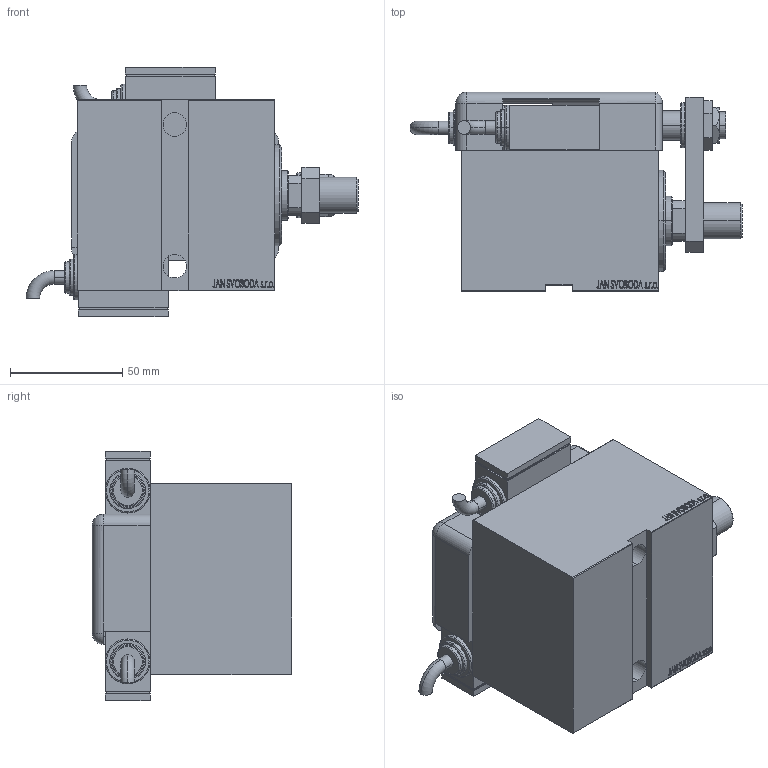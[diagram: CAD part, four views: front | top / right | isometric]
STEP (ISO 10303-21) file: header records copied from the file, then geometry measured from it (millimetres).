
FILE_DESCRIPTION (( 'STEP AP203' ), '1' );
FILE_NAME ('ba8e.STEP', '2025-12-11T10:35:08', ( '' ), ( '' ), 'SwSTEP 2.0', 'SolidWorks 2019', '' );
FILE_SCHEMA (( 'CONFIG_CONTROL_DESIGN' ));
Length unit declared in the file: millimetre
Products named in the file (14): MAGNETIC SWITCH Q 7f771e07d5a3bd49609522544356e75f; V450CM_E_VCP 7f771e07d5a3bd49609522544356e75f; V450CM_E_Body 7f771e07d5a3bd49609522544356e75f; SWITCH Q 7f771e07d5a3bd49609522544356e75f; SWITCH_Q_FRONT_BACK 7f771e07d5a3bd49609522544356e75f; NUT_D13 7f771e07d5a3bd49609522544356e75f; V450CM_MALE_METRIC 7f771e07d5a3bd49609522544356e75f; NUT_D19 7f771e07d5a3bd49609522544356e75f; TYC 7f771e07d5a3bd49609522544356e75f; SWITCH DIM A_G 7f771e07d5a3bd49609522544356e75f; ZARAZKA_Q 7f771e07d5a3bd49609522544356e75f; KRYT 7f771e07d5a3bd49609522544356e75f; V450CM_VC_B 7f771e07d5a3bd49609522544356e75f; ba8e
Assembly tree (14 placements, depth 3):
  ba8e
    V450CM_E_Body 7f771e07d5a3bd49609522544356e75f
    V450CM_E_VCP 7f771e07d5a3bd49609522544356e75f
    V450CM_VC_B 7f771e07d5a3bd49609522544356e75f
    V450CM_MALE_METRIC 7f771e07d5a3bd49609522544356e75f
    MAGNETIC SWITCH Q 7f771e07d5a3bd49609522544356e75f
      SWITCH_Q_FRONT_BACK 7f771e07d5a3bd49609522544356e75f
      TYC 7f771e07d5a3bd49609522544356e75f
      ZARAZKA_Q 7f771e07d5a3bd49609522544356e75f
      SWITCH DIM A_G 7f771e07d5a3bd49609522544356e75f
      NUT_D19 7f771e07d5a3bd49609522544356e75f
      NUT_D13 7f771e07d5a3bd49609522544356e75f
      KRYT 7f771e07d5a3bd49609522544356e75f
      SWITCH Q 7f771e07d5a3bd49609522544356e75f  x2
Bounding box: 147.76 x 88.8 x 111 mm (x, y, z)
Volume: 576771.4 mm3; surface area: 124035.2 mm2
Topology: 14 solids, 14 shells, 1246 faces, 3156 edges, 2083 vertices
Faces by surface type: plane 620, bspline 471, cylinder 103, cone 26, torus 24, sphere 2
Entity records: 59068 total; most frequent: CARTESIAN_POINT 31432, ORIENTED_EDGE 6116, DIRECTION 3860, EDGE_CURVE 3058, VERTEX_POINT 2023, VECTOR 1834, LINE 1834, EDGE_LOOP 1371
